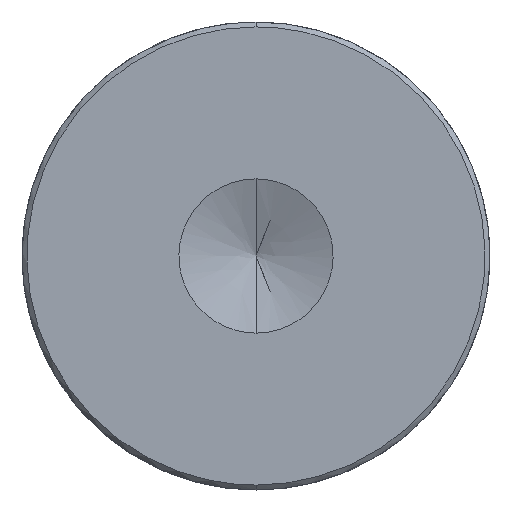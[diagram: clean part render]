
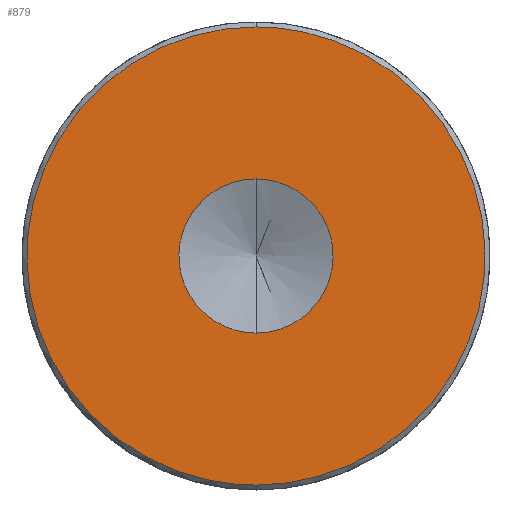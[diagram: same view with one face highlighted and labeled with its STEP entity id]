
A CAD part, left-side view. The second image highlights one B-rep face of the part: STEP entity #879.
In plain terms, the highlighted free-form (B-spline) face has degree [1, 1] with [2, 2] control points.
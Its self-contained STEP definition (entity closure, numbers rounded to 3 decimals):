
#116 = VERTEX_POINT('',#117);
#117 = CARTESIAN_POINT('',(0.,0.,3.619));
#122 = EDGE_CURVE('',#123,#116,#125,.T.);
#123 = VERTEX_POINT('',#124);
#124 = CARTESIAN_POINT('',(0.,0.,
    -3.619));
#125 = ( BOUNDED_CURVE() B_SPLINE_CURVE(2,(#126,#127,#128,#129,#130),
.UNSPECIFIED.,.F.,.F.) B_SPLINE_CURVE_WITH_KNOTS((3,2,3),(3.142,
4.712,6.283),.PIECEWISE_BEZIER_KNOTS.) CURVE() 
GEOMETRIC_REPRESENTATION_ITEM() RATIONAL_B_SPLINE_CURVE((1.,
0.707,1.,0.707,1.)) REPRESENTATION_ITEM('') );
#126 = CARTESIAN_POINT('',(0.,0.,
    -3.619));
#127 = CARTESIAN_POINT('',(0.,-3.619,
    -3.619));
#128 = CARTESIAN_POINT('',(0.,-3.619,
    0.));
#129 = CARTESIAN_POINT('',(0.,-3.619,
    3.619));
#130 = CARTESIAN_POINT('',(0.,0.,
    3.619));
#284 = EDGE_CURVE('',#285,#287,#289,.T.);
#285 = VERTEX_POINT('',#286);
#286 = CARTESIAN_POINT('',(0.,0.,
    10.753));
#287 = VERTEX_POINT('',#288);
#288 = CARTESIAN_POINT('',(0.,0.,-10.753));
#289 = ( BOUNDED_CURVE() B_SPLINE_CURVE(2,(#290,#291,#292,#293,#294),
.UNSPECIFIED.,.F.,.F.) B_SPLINE_CURVE_WITH_KNOTS((3,2,3),(3.142,
4.712,6.283),.PIECEWISE_BEZIER_KNOTS.) CURVE() 
GEOMETRIC_REPRESENTATION_ITEM() RATIONAL_B_SPLINE_CURVE((1.,
0.707,1.,0.707,1.)) REPRESENTATION_ITEM('') );
#290 = CARTESIAN_POINT('',(0.,0.,
    10.753));
#291 = CARTESIAN_POINT('',(0.,10.753,
    10.753));
#292 = CARTESIAN_POINT('',(0.,10.753,
    0.));
#293 = CARTESIAN_POINT('',(0.,10.753,
    -10.753));
#294 = CARTESIAN_POINT('',(0.,0.,
    -10.753));
#879 = ADVANCED_FACE('',(#880,#891),#902,.F.);
#880 = FACE_BOUND('',#881,.T.);
#881 = EDGE_LOOP('',(#882,#890));
#882 = ORIENTED_EDGE('',*,*,#883,.T.);
#883 = EDGE_CURVE('',#287,#285,#884,.T.);
#884 = ( BOUNDED_CURVE() B_SPLINE_CURVE(2,(#885,#886,#887,#888,#889),
.UNSPECIFIED.,.F.,.F.) B_SPLINE_CURVE_WITH_KNOTS((3,2,3),(0.,
1.571,3.142),.PIECEWISE_BEZIER_KNOTS.) CURVE() 
GEOMETRIC_REPRESENTATION_ITEM() RATIONAL_B_SPLINE_CURVE((1.,
0.707,1.,0.707,1.)) REPRESENTATION_ITEM('') );
#885 = CARTESIAN_POINT('',(0.,0.,-10.753));
#886 = CARTESIAN_POINT('',(0.,-10.753,
    -10.753));
#887 = CARTESIAN_POINT('',(0.,-10.753,
    0.));
#888 = CARTESIAN_POINT('',(0.,-10.753,
    10.753));
#889 = CARTESIAN_POINT('',(0.,0.,
    10.753));
#890 = ORIENTED_EDGE('',*,*,#284,.T.);
#891 = FACE_BOUND('',#892,.T.);
#892 = EDGE_LOOP('',(#893,#901));
#893 = ORIENTED_EDGE('',*,*,#894,.F.);
#894 = EDGE_CURVE('',#116,#123,#895,.T.);
#895 = ( BOUNDED_CURVE() B_SPLINE_CURVE(2,(#896,#897,#898,#899,#900),
.UNSPECIFIED.,.F.,.F.) B_SPLINE_CURVE_WITH_KNOTS((3,2,3),(0.,
1.571,3.142),.PIECEWISE_BEZIER_KNOTS.) CURVE() 
GEOMETRIC_REPRESENTATION_ITEM() RATIONAL_B_SPLINE_CURVE((1.,
0.707,1.,0.707,1.)) REPRESENTATION_ITEM('') );
#896 = CARTESIAN_POINT('',(0.,0.,3.619));
#897 = CARTESIAN_POINT('',(0.,3.619,
    3.619));
#898 = CARTESIAN_POINT('',(0.,3.619,
    0.));
#899 = CARTESIAN_POINT('',(0.,3.619,
    -3.619));
#900 = CARTESIAN_POINT('',(0.,0.,
    -3.619));
#901 = ORIENTED_EDGE('',*,*,#122,.F.);
#902 = B_SPLINE_SURFACE_WITH_KNOTS('',1,1,(
    (#903,#904)
    ,(#905,#906
  )),.UNSPECIFIED.,.F.,.F.,.F.,(2,2),(2,2),(-11.811,11.811),(-11.811,
    11.811),.PIECEWISE_BEZIER_KNOTS.);
#903 = CARTESIAN_POINT('',(0.,-10.753,
    10.753));
#904 = CARTESIAN_POINT('',(0.,10.753,
    10.753));
#905 = CARTESIAN_POINT('',(0.,-10.753,
    -10.753));
#906 = CARTESIAN_POINT('',(0.,10.753,
    -10.753));
